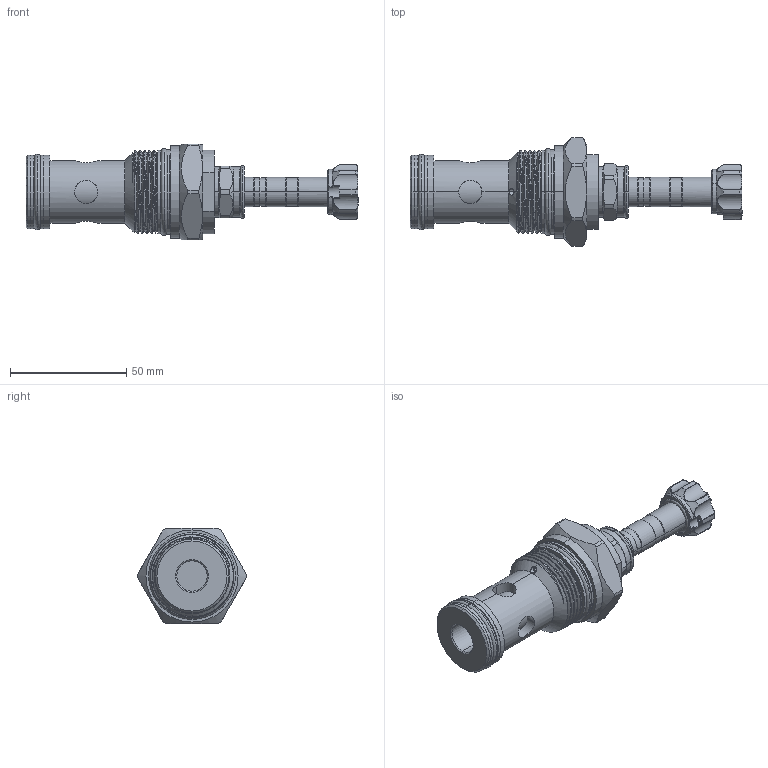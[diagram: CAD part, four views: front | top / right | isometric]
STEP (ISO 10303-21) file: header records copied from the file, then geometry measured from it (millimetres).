
FILE_DESCRIPTION (( 'STEP AP203' ), '1' );
FILE_NAME ('EP16A2A04N95.STEP', '2020-04-16T01:56:34', ( '' ), ( '' ), 'SwSTEP 2.0', 'SolidWorks 2018', '' );
FILE_SCHEMA (( 'CONFIG_CONTROL_DESIGN' ));
Length unit declared in the file: millimetre
Products named in the file (1): EP16A2A04N95
Bounding box: 142.65 x 46.8 x 41.2 mm (x, y, z)
Volume: 78868.7 mm3; surface area: 21524 mm2
Topology: 6 solids, 6 shells, 357 faces, 878 edges, 544 vertices
Faces by surface type: cylinder 153, plane 63, torus 51, cone 49, bspline 41
Entity records: 15921 total; most frequent: CARTESIAN_POINT 7770, ORIENTED_EDGE 1752, DIRECTION 1647, EDGE_CURVE 876, AXIS2_PLACEMENT_3D 692, VERTEX_POINT 544, EDGE_LOOP 382, CIRCLE 375
